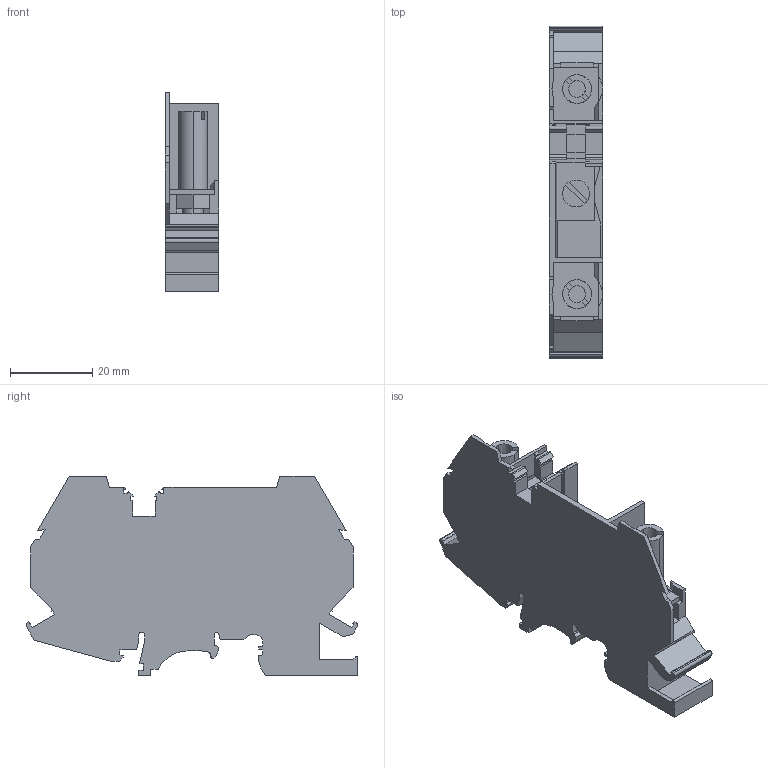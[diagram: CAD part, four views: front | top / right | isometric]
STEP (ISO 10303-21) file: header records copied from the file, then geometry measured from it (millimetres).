
FILE_DESCRIPTION(('Creo Elements/Direct Modeling STEP Export'),'2;1');
FILE_NAME('model.stp','2020-10-21T 8:38:37',(''),(''),'Creo Elements/Direct Modeling STEP processor for AP214 (Solid Model)','Creo Elements/Direct Modeling 20.1A 29-Sep-2018 (C) Parametric Technology GmbH','');
FILE_SCHEMA(('AUTOMOTIVE_DESIGN { 1 0 10303 214 1 1 1 1 }'));
Length unit declared in the file: millimetre
Products named in the file (2): RBO_5-T-Select
Assembly tree (1 placements, depth 2):
  RBO_5-T-Select
    RBO_5-T-Select
Bounding box: 13 x 80.75 x 48.6 mm (x, y, z)
Volume: 22751.9 mm3; surface area: 13209.6 mm2
Topology: 1 solids, 1 shells, 282 faces, 824 edges, 548 vertices
Faces by surface type: plane 240, cylinder 42
Entity records: 11295 total; most frequent: ORIENTED_EDGE 1648, CARTESIAN_POINT 1603, DIRECTION 1401, EDGE_CURVE 824, VECTOR 709, LINE 709, VERTEX_POINT 548, AXIS2_PLACEMENT_3D 346
